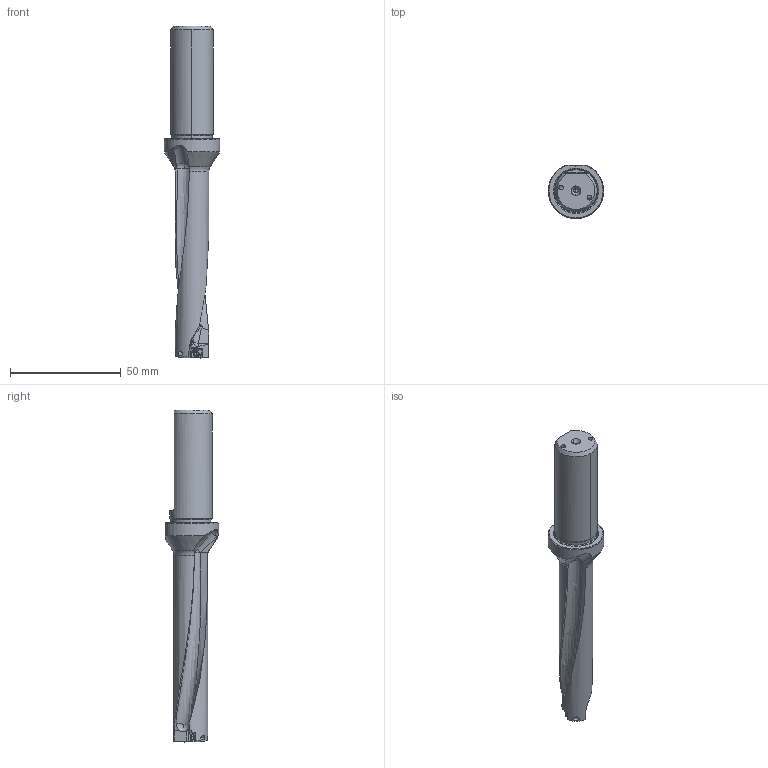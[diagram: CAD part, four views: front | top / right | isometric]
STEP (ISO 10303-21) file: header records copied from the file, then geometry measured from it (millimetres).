
FILE_DESCRIPTION((''),'2;1');
FILE_NAME('MVX0625X5F075_ASM','2023-07-18T13:07:03',('tlyae014'),('PTC Japan'),'CREO PARAMETRIC BY PTC INC, 2021424','CREO PARAMETRIC BY PTC INC, 2021424','');
FILE_SCHEMA(('AUTOMOTIVE_DESIGN { 1 0 10303 214 1 1 1 1 }'));
Length unit declared in the file: millimetre
Products named in the file (4): MVX0625X5F075; TPS20-1_1; TPS20-1_2; MVX0625X5F075_ASM
Assembly tree (3 placements, depth 2):
  MVX0625X5F075_ASM
    MVX0625X5F075
    TPS20-1_1
    TPS20-1_2
Bounding box: 25 x 24 x 149.67 mm (x, y, z)
Volume: 25463.1 mm3; surface area: 11618.1 mm2
Topology: 3 solids, 3 shells, 289 faces, 834 edges, 536 vertices
Faces by surface type: cylinder 123, plane 85, cone 32, torus 22, sphere 15, bspline 10, extrusion 2
Entity records: 18117 total; most frequent: CARTESIAN_POINT 6102, ORIENTED_EDGE 1632, DIRECTION 1427, PRESENTATION_STYLE_ASSIGNMENT 1115, STYLED_ITEM 1115, CURVE_STYLE 823, EDGE_CURVE 816, AXIS2_PLACEMENT_3D 563
